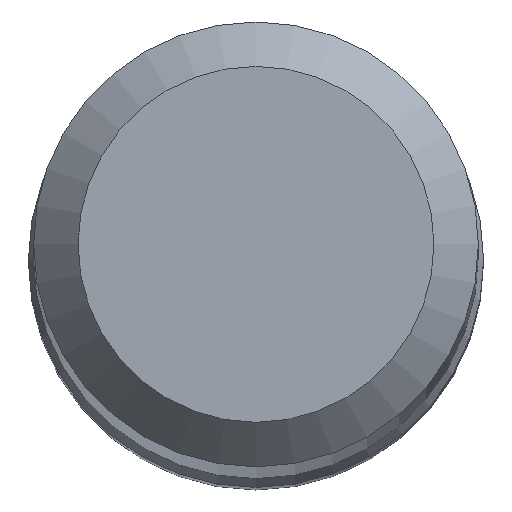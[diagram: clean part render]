
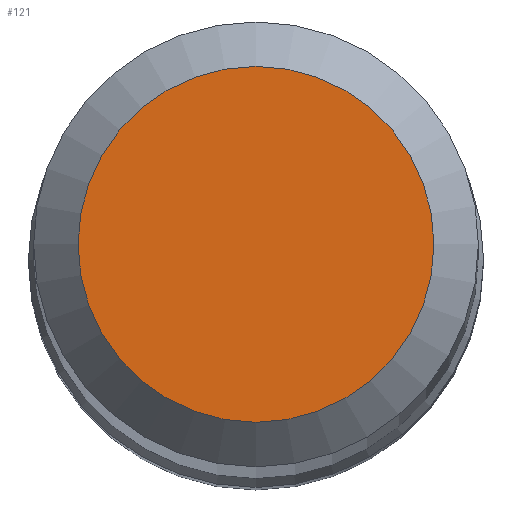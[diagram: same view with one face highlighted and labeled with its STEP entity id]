
A CAD part, top view. The second image highlights one B-rep face of the part: STEP entity #121.
In plain terms, the highlighted planar face has unit normal (0, 0, 1).
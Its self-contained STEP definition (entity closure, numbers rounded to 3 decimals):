
#5 = AXIS2_PLACEMENT_3D ( 'NONE', #295, #87, #170 ) ;
#14 = PLANE ( 'NONE',  #156 ) ;
#20 = FACE_OUTER_BOUND ( 'NONE', #107, .T. ) ;
#32 = ORIENTED_EDGE ( 'NONE', *, *, #98, .F. ) ;
#68 = DIRECTION ( 'NONE',  ( 0., 0., -1. ) ) ;
#71 = CIRCLE ( 'NONE', #5, 1.2 ) ;
#87 = DIRECTION ( 'NONE',  ( 0., 0., -1. ) ) ;
#89 = CARTESIAN_POINT ( 'NONE',  ( 0., 0., 70. ) ) ;
#98 = EDGE_CURVE ( 'NONE', #103, #103, #71, .T. ) ;
#103 = VERTEX_POINT ( 'NONE', #202 ) ;
#107 = EDGE_LOOP ( 'NONE', ( #32 ) ) ;
#121 = ADVANCED_FACE ( 'NONE', ( #20 ), #14, .F. ) ;
#156 = AXIS2_PLACEMENT_3D ( 'NONE', #89, #68, #230 ) ;
#170 = DIRECTION ( 'NONE',  ( 0., 1., 0. ) ) ;
#202 = CARTESIAN_POINT ( 'NONE',  ( 0., 1.2, 70. ) ) ;
#230 = DIRECTION ( 'NONE',  ( 0., 1., 0. ) ) ;
#295 = CARTESIAN_POINT ( 'NONE',  ( 0., 0., 70. ) ) ;
